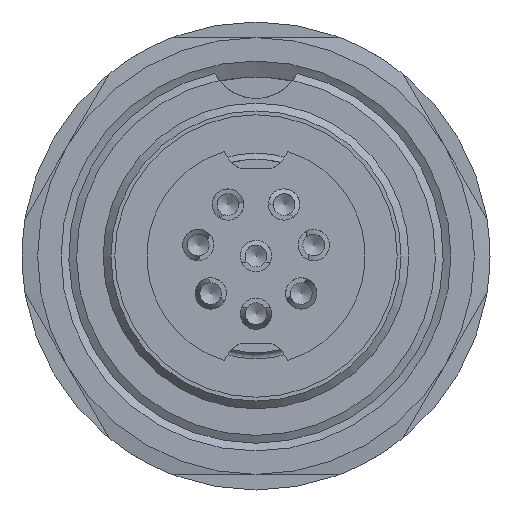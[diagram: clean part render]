
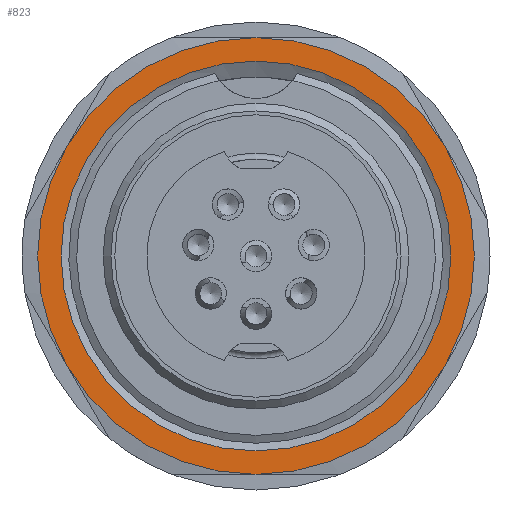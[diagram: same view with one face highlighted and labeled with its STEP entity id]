
A CAD part, left-side view. The second image highlights one B-rep face of the part: STEP entity #823.
In plain terms, the highlighted planar face has unit normal (-1, 0, 0).
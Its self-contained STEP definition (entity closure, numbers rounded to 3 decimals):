
#823=ADVANCED_FACE('',(#1102,#1103),#976,.T.);
#976=PLANE('',#3420);
#1102=FACE_BOUND('',#1304,.T.);
#1103=FACE_BOUND('',#1305,.T.);
#1304=EDGE_LOOP('',(#1735));
#1305=EDGE_LOOP('',(#1736,#1737,#1738,#1739,#1740,#1741));
#1735=ORIENTED_EDGE('',*,*,#2808,.T.);
#1736=ORIENTED_EDGE('',*,*,#2809,.T.);
#1737=ORIENTED_EDGE('',*,*,#2810,.T.);
#1738=ORIENTED_EDGE('',*,*,#2811,.T.);
#1739=ORIENTED_EDGE('',*,*,#2812,.T.);
#1740=ORIENTED_EDGE('',*,*,#2813,.T.);
#1741=ORIENTED_EDGE('',*,*,#2814,.T.);
#2451=VERTEX_POINT('',#5001);
#2452=VERTEX_POINT('',#5003);
#2453=VERTEX_POINT('',#5004);
#2454=VERTEX_POINT('',#5006);
#2455=VERTEX_POINT('',#5008);
#2456=VERTEX_POINT('',#5010);
#2457=VERTEX_POINT('',#5012);
#2808=EDGE_CURVE('',#2451,#2451,#3180,.T.);
#2809=EDGE_CURVE('',#2452,#2453,#3181,.T.);
#2810=EDGE_CURVE('',#2453,#2454,#3182,.T.);
#2811=EDGE_CURVE('',#2454,#2455,#3183,.T.);
#2812=EDGE_CURVE('',#2455,#2456,#3184,.T.);
#2813=EDGE_CURVE('',#2456,#2457,#3185,.T.);
#2814=EDGE_CURVE('',#2457,#2452,#3186,.T.);
#3180=CIRCLE('',#3413,6.249);
#3181=CIRCLE('',#3414,7.);
#3182=CIRCLE('',#3415,7.);
#3183=CIRCLE('',#3416,7.);
#3184=CIRCLE('',#3417,7.);
#3185=CIRCLE('',#3418,7.);
#3186=CIRCLE('',#3419,7.);
#3413=AXIS2_PLACEMENT_3D('',#5000,#3956,#3957);
#3414=AXIS2_PLACEMENT_3D('',#5002,#3958,#3959);
#3415=AXIS2_PLACEMENT_3D('',#5005,#3960,#3961);
#3416=AXIS2_PLACEMENT_3D('',#5007,#3962,#3963);
#3417=AXIS2_PLACEMENT_3D('',#5009,#3964,#3965);
#3418=AXIS2_PLACEMENT_3D('',#5011,#3966,#3967);
#3419=AXIS2_PLACEMENT_3D('',#5013,#3968,#3969);
#3420=AXIS2_PLACEMENT_3D('',#5014,#3970,#3971);
#3956=DIRECTION('',(1.,0.,0.));
#3957=DIRECTION('',(0.,0.,1.));
#3958=DIRECTION('',(-1.,0.,0.));
#3959=DIRECTION('',(0.,0.,1.));
#3960=DIRECTION('',(-1.,0.,0.));
#3961=DIRECTION('',(0.,0.,1.));
#3962=DIRECTION('',(-1.,0.,0.));
#3963=DIRECTION('',(0.,0.,1.));
#3964=DIRECTION('',(-1.,0.,0.));
#3965=DIRECTION('',(0.,0.,1.));
#3966=DIRECTION('',(-1.,0.,0.));
#3967=DIRECTION('',(0.,0.,1.));
#3968=DIRECTION('',(-1.,0.,0.));
#3969=DIRECTION('',(0.,0.,1.));
#3970=DIRECTION('',(-1.,0.,0.));
#3971=DIRECTION('',(0.,0.,1.));
#5000=CARTESIAN_POINT('',(2.8,0.,0.));
#5001=CARTESIAN_POINT('',(2.8,0.,6.249));
#5002=CARTESIAN_POINT('',(2.8,0.,0.));
#5003=CARTESIAN_POINT('',(2.8,6.062,3.5));
#5004=CARTESIAN_POINT('',(2.8,6.062,-3.5));
#5005=CARTESIAN_POINT('',(2.8,0.,0.));
#5006=CARTESIAN_POINT('',(2.8,0.,-7.));
#5007=CARTESIAN_POINT('',(2.8,0.,0.));
#5008=CARTESIAN_POINT('',(2.8,-6.062,-3.5));
#5009=CARTESIAN_POINT('',(2.8,0.,0.));
#5010=CARTESIAN_POINT('',(2.8,-6.062,3.5));
#5011=CARTESIAN_POINT('',(2.8,0.,0.));
#5012=CARTESIAN_POINT('',(2.8,0.,7.));
#5013=CARTESIAN_POINT('',(2.8,0.,0.));
#5014=CARTESIAN_POINT('',(2.8,0.,0.));
